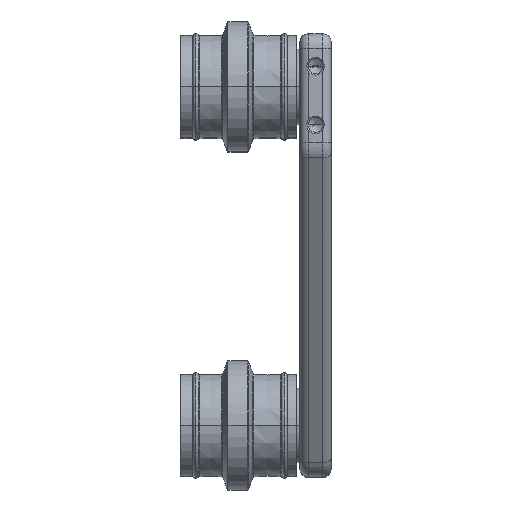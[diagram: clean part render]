
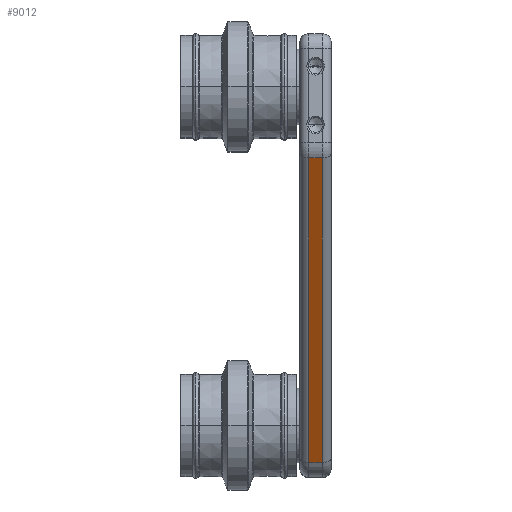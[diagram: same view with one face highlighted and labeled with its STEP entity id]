
A CAD part, top view. The second image highlights one B-rep face of the part: STEP entity #9012.
In plain terms, the highlighted face is planar.
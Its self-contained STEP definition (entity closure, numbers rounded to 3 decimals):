
#420 = VERTEX_POINT ( 'NONE', #15282 ) ;
#1052 = LINE ( 'NONE', #14103, #17815 ) ;
#1575 = LINE ( 'NONE', #34231, #25971 ) ;
#2343 = EDGE_CURVE ( 'NONE', #420, #14796, #1575, .T. ) ;
#3335 = ORIENTED_EDGE ( 'NONE', *, *, #9874, .T. ) ;
#3735 = PLANE ( 'NONE',  #5667 ) ;
#4332 = CARTESIAN_POINT ( 'NONE',  ( 119.792, -24.348, -7.675 ) ) ;
#5667 = AXIS2_PLACEMENT_3D ( 'NONE', #14667, #6965, #12514 ) ;
#6133 = EDGE_CURVE ( 'NONE', #23222, #14796, #1052, .T. ) ;
#6965 = DIRECTION ( 'NONE',  ( 0.862, -0.507, 0. ) ) ;
#9012 = ADVANCED_FACE ( 'NONE', ( #25833 ), #3735, .T. ) ;
#9874 = EDGE_CURVE ( 'NONE', #34504, #23222, #34803, .T. ) ;
#12514 = DIRECTION ( 'NONE',  ( 0.507, 0.862, 0. ) ) ;
#13461 = EDGE_CURVE ( 'NONE', #420, #34504, #19656, .T. ) ;
#14103 = CARTESIAN_POINT ( 'NONE',  ( 58.65, -128.203, -7.675 ) ) ;
#14667 = CARTESIAN_POINT ( 'NONE',  ( 119.792, -24.348, -9. ) ) ;
#14796 = VERTEX_POINT ( 'NONE', #26434 ) ;
#15282 = CARTESIAN_POINT ( 'NONE',  ( 58.65, -128.203, -12.2 ) ) ;
#16057 = ORIENTED_EDGE ( 'NONE', *, *, #6133, .T. ) ;
#16265 = EDGE_LOOP ( 'NONE', ( #16657, #31343, #3335, #16057 ) ) ;
#16657 = ORIENTED_EDGE ( 'NONE', *, *, #2343, .F. ) ;
#16940 = CARTESIAN_POINT ( 'NONE',  ( 119.792, -24.348, -12.2 ) ) ;
#17815 = VECTOR ( 'NONE', #27758, 1000. ) ;
#18426 = CARTESIAN_POINT ( 'NONE',  ( 119.792, -24.348, -9. ) ) ;
#19565 = VECTOR ( 'NONE', #20199, 1000. ) ;
#19656 = LINE ( 'NONE', #16940, #19565 ) ;
#20199 = DIRECTION ( 'NONE',  ( 0.507, 0.862, 0. ) ) ;
#21332 = DIRECTION ( 'NONE',  ( 0., 0., 1. ) ) ;
#23222 = VERTEX_POINT ( 'NONE', #4332 ) ;
#25804 = DIRECTION ( 'NONE',  ( 0., 0., 1. ) ) ;
#25833 = FACE_OUTER_BOUND ( 'NONE', #16265, .T. ) ;
#25971 = VECTOR ( 'NONE', #25804, 1000. ) ;
#26434 = CARTESIAN_POINT ( 'NONE',  ( 58.65, -128.203, -7.675 ) ) ;
#27758 = DIRECTION ( 'NONE',  ( -0.507, -0.862, 0. ) ) ;
#31343 = ORIENTED_EDGE ( 'NONE', *, *, #13461, .T. ) ;
#32088 = VECTOR ( 'NONE', #21332, 1000. ) ;
#32278 = CARTESIAN_POINT ( 'NONE',  ( 119.792, -24.348, -12.2 ) ) ;
#34231 = CARTESIAN_POINT ( 'NONE',  ( 58.65, -128.203, -9. ) ) ;
#34504 = VERTEX_POINT ( 'NONE', #32278 ) ;
#34803 = LINE ( 'NONE', #18426, #32088 ) ;
